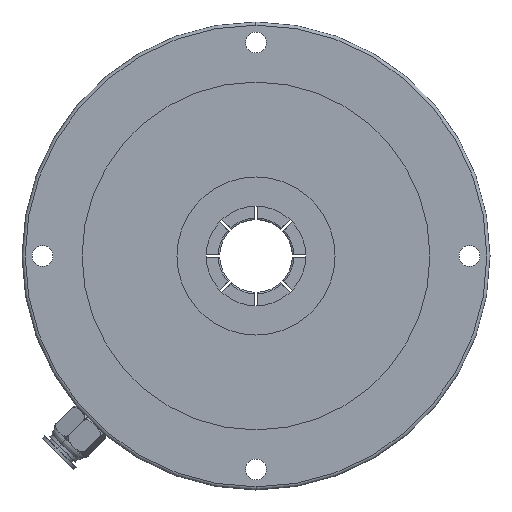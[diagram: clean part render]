
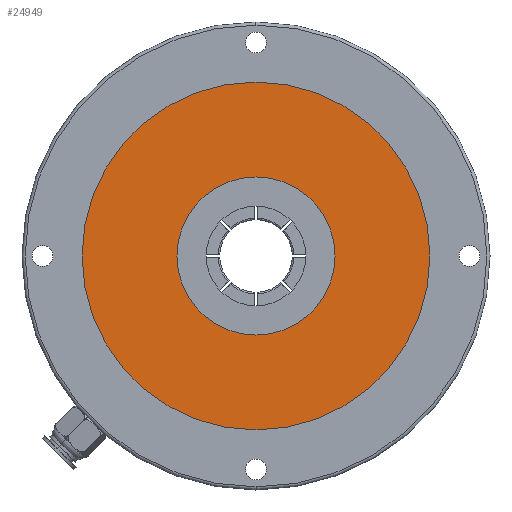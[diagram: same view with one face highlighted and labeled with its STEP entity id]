
A CAD part, left-side view. The second image highlights one B-rep face of the part: STEP entity #24949.
In plain terms, the highlighted planar face has unit normal (-1, 0, 0).
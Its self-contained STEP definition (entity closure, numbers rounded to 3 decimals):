
#1504 = CARTESIAN_POINT ( 'NONE',  ( 4., 0., 0. ) ) ;
#2514 = VERTEX_POINT ( 'NONE', #21224 ) ;
#3131 = FACE_OUTER_BOUND ( 'NONE', #9925, .T. ) ;
#3969 = EDGE_LOOP ( 'NONE', ( #17923, #13365 ) ) ;
#4319 = VERTEX_POINT ( 'NONE', #9736 ) ;
#4370 = EDGE_CURVE ( 'NONE', #17579, #2514, #27505, .T. ) ;
#6846 = EDGE_CURVE ( 'NONE', #11925, #4319, #12593, .T. ) ;
#8358 = DIRECTION ( 'NONE',  ( 1., 0., 0. ) ) ;
#8862 = DIRECTION ( 'NONE',  ( -1., 0., 0. ) ) ;
#9623 = EDGE_CURVE ( 'NONE', #2514, #17579, #24524, .T. ) ;
#9736 = CARTESIAN_POINT ( 'NONE',  ( 4., 0., -55. ) ) ;
#9925 = EDGE_LOOP ( 'NONE', ( #14934, #11045 ) ) ;
#11045 = ORIENTED_EDGE ( 'NONE', *, *, #25859, .T. ) ;
#11050 = CARTESIAN_POINT ( 'NONE',  ( 4., 0., 0. ) ) ;
#11549 = CARTESIAN_POINT ( 'NONE',  ( 4., 0., 0. ) ) ;
#11925 = VERTEX_POINT ( 'NONE', #14689 ) ;
#12593 = CIRCLE ( 'NONE', #13549, 55. ) ;
#13159 = CARTESIAN_POINT ( 'NONE',  ( 4., 0., -25. ) ) ;
#13365 = ORIENTED_EDGE ( 'NONE', *, *, #4370, .F. ) ;
#13549 = AXIS2_PLACEMENT_3D ( 'NONE', #1504, #28923, #20084 ) ;
#13783 = AXIS2_PLACEMENT_3D ( 'NONE', #11050, #27114, #27262 ) ;
#14389 = CARTESIAN_POINT ( 'NONE',  ( 4., 0., 0. ) ) ;
#14566 = AXIS2_PLACEMENT_3D ( 'NONE', #14389, #23409, #16941 ) ;
#14689 = CARTESIAN_POINT ( 'NONE',  ( 4., 0., 55. ) ) ;
#14812 = FACE_BOUND ( 'NONE', #3969, .T. ) ;
#14934 = ORIENTED_EDGE ( 'NONE', *, *, #6846, .T. ) ;
#16685 = CIRCLE ( 'NONE', #13783, 55. ) ;
#16941 = DIRECTION ( 'NONE',  ( 0., 0., 1. ) ) ;
#17579 = VERTEX_POINT ( 'NONE', #13159 ) ;
#17923 = ORIENTED_EDGE ( 'NONE', *, *, #9623, .F. ) ;
#19193 = PLANE ( 'NONE',  #27275 ) ;
#20084 = DIRECTION ( 'NONE',  ( 0., 0., 1. ) ) ;
#20235 = AXIS2_PLACEMENT_3D ( 'NONE', #11549, #8862, #26863 ) ;
#21224 = CARTESIAN_POINT ( 'NONE',  ( 4., 0., 25. ) ) ;
#23409 = DIRECTION ( 'NONE',  ( -1., 0., 0. ) ) ;
#24524 = CIRCLE ( 'NONE', #20235, 25. ) ;
#24949 = ADVANCED_FACE ( 'NONE', ( #14812, #3131 ), #19193, .F. ) ;
#25859 = EDGE_CURVE ( 'NONE', #4319, #11925, #16685, .T. ) ;
#26863 = DIRECTION ( 'NONE',  ( 0., 0., 1. ) ) ;
#27114 = DIRECTION ( 'NONE',  ( -1., 0., 0. ) ) ;
#27262 = DIRECTION ( 'NONE',  ( 0., 0., 1. ) ) ;
#27275 = AXIS2_PLACEMENT_3D ( 'NONE', #28782, #8358, #28336 ) ;
#27505 = CIRCLE ( 'NONE', #14566, 25. ) ;
#28336 = DIRECTION ( 'NONE',  ( 0., 1., 0. ) ) ;
#28782 = CARTESIAN_POINT ( 'NONE',  ( 4., 55., 0. ) ) ;
#28923 = DIRECTION ( 'NONE',  ( -1., 0., 0. ) ) ;
